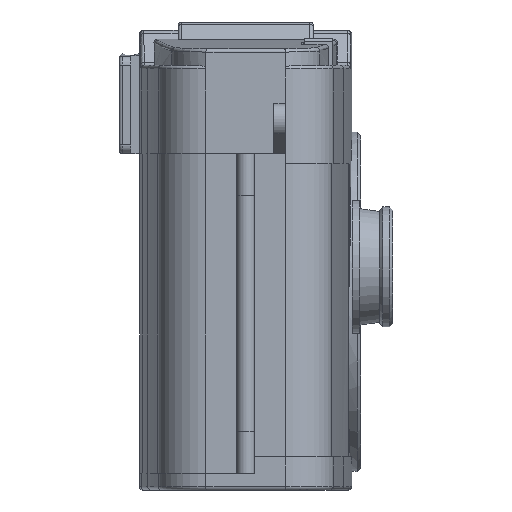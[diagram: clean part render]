
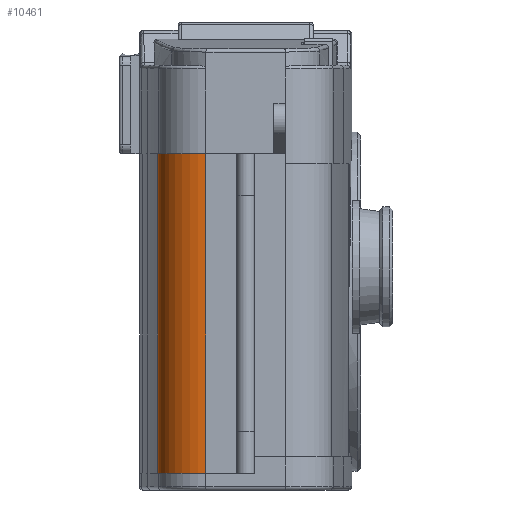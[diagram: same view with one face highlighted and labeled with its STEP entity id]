
A CAD part, left-side view. The second image highlights one B-rep face of the part: STEP entity #10461.
In plain terms, the highlighted cylindrical face has radius 7.592 mm (diameter 15.185 mm), a partial arc.
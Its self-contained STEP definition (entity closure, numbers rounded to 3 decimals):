
#866=LINE('',#16653,#1484);
#867=LINE('',#16657,#1485);
#1484=VECTOR('',#13413,1000.);
#1485=VECTOR('',#13418,1000.);
#1661=CYLINDRICAL_SURFACE('',#11257,7.592);
#3836=ORIENTED_EDGE('',*,*,#5027,.T.);
#3837=ORIENTED_EDGE('',*,*,#5028,.F.);
#3838=ORIENTED_EDGE('',*,*,#4953,.F.);
#3839=ORIENTED_EDGE('',*,*,#5026,.T.);
#4953=EDGE_CURVE('',#5710,#5711,#6094,.T.);
#5026=EDGE_CURVE('',#5710,#5761,#866,.T.);
#5027=EDGE_CURVE('',#5761,#5762,#6116,.T.);
#5028=EDGE_CURVE('',#5711,#5762,#867,.T.);
#5710=VERTEX_POINT('',#16501);
#5711=VERTEX_POINT('',#16503);
#5761=VERTEX_POINT('',#16652);
#5762=VERTEX_POINT('',#16656);
#6094=CIRCLE('',#11210,7.592);
#6116=CIRCLE('',#11258,7.592);
#6585=EDGE_LOOP('',(#3836,#3837,#3838,#3839));
#7063=FACE_BOUND('',#6585,.T.);
#10461=ADVANCED_FACE('',(#7063),#1661,.T.);
#11210=AXIS2_PLACEMENT_3D('',#16502,#13274,#13275);
#11257=AXIS2_PLACEMENT_3D('',#16654,#13414,#13415);
#11258=AXIS2_PLACEMENT_3D('',#16655,#13416,#13417);
#13274=DIRECTION('',(0.,0.,1.));
#13275=DIRECTION('',(1.,0.,0.));
#13413=DIRECTION('',(0.,0.,-1.));
#13414=DIRECTION('',(0.,0.,-1.));
#13415=DIRECTION('',(-1.,0.,0.));
#13416=DIRECTION('',(0.,0.,1.));
#13417=DIRECTION('',(1.,0.,0.));
#13418=DIRECTION('',(0.,0.,-1.));
#16501=CARTESIAN_POINT('',(-7.823,13.166,50.51));
#16502=CARTESIAN_POINT('',(-7.668,5.576,50.51));
#16503=CARTESIAN_POINT('',(-15.25,5.964,50.51));
#16652=CARTESIAN_POINT('',(-7.823,13.166,2.51));
#16653=CARTESIAN_POINT('',(-7.823,13.166,50.51));
#16654=CARTESIAN_POINT('',(-7.668,5.576,50.51));
#16655=CARTESIAN_POINT('',(-7.668,5.576,2.51));
#16656=CARTESIAN_POINT('',(-15.25,5.964,2.51));
#16657=CARTESIAN_POINT('',(-15.25,5.964,50.51));
